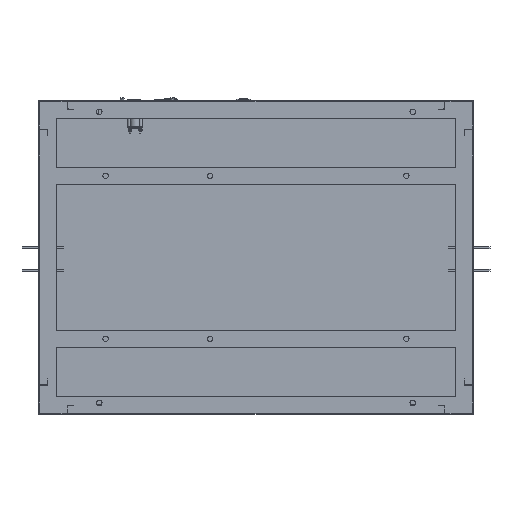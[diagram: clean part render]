
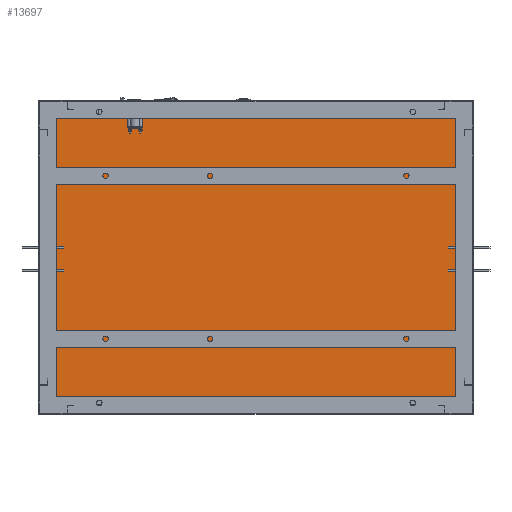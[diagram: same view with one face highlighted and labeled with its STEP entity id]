
A CAD part, front view. The second image highlights one B-rep face of the part: STEP entity #13697.
In plain terms, the highlighted face is planar.
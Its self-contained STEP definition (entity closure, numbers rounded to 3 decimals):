
#7141=FACE_BOUND('',#24048,.T.);
#7142=FACE_BOUND('',#24049,.T.);
#7143=FACE_BOUND('',#24050,.T.);
#7144=FACE_BOUND('',#24051,.T.);
#7145=FACE_BOUND('',#24052,.T.);
#9984=CIRCLE('',#79942,7.5);
#9986=CIRCLE('',#79945,7.5);
#9988=CIRCLE('',#79948,7.5);
#9990=CIRCLE('',#79951,7.5);
#9992=CIRCLE('',#79994,7.5);
#9993=CIRCLE('',#79995,7.5);
#9994=CIRCLE('',#79996,7.5);
#9995=CIRCLE('',#79997,7.5);
#13697=ADVANCED_FACE('NONE',(#7141,#7142,#7143,#7144,#7145),#15675,.T.);
#15675=PLANE('',#79998);
#24048=EDGE_LOOP('',(#43601,#43602,#43603,#43604));
#24049=EDGE_LOOP('',(#43605,#43606));
#24050=EDGE_LOOP('',(#43607,#43608));
#24051=EDGE_LOOP('',(#43609,#43610));
#24052=EDGE_LOOP('',(#43611,#43612));
#43601=ORIENTED_EDGE('',*,*,#60377,.F.);
#43602=ORIENTED_EDGE('',*,*,#60363,.F.);
#43603=ORIENTED_EDGE('',*,*,#60403,.F.);
#43604=ORIENTED_EDGE('',*,*,#60390,.F.);
#43605=ORIENTED_EDGE('',*,*,#60277,.T.);
#43606=ORIENTED_EDGE('',*,*,#60412,.T.);
#43607=ORIENTED_EDGE('',*,*,#60273,.T.);
#43608=ORIENTED_EDGE('',*,*,#60413,.T.);
#43609=ORIENTED_EDGE('',*,*,#60269,.T.);
#43610=ORIENTED_EDGE('',*,*,#60414,.T.);
#43611=ORIENTED_EDGE('',*,*,#60265,.T.);
#43612=ORIENTED_EDGE('',*,*,#60415,.T.);
#50442=VERTEX_POINT('',#132157);
#50444=VERTEX_POINT('',#132160);
#50446=VERTEX_POINT('',#132166);
#50448=VERTEX_POINT('',#132169);
#50450=VERTEX_POINT('',#132175);
#50452=VERTEX_POINT('',#132178);
#50454=VERTEX_POINT('',#132184);
#50456=VERTEX_POINT('',#132187);
#50508=VERTEX_POINT('',#132771);
#50509=VERTEX_POINT('',#132772);
#50516=VERTEX_POINT('',#132900);
#50522=VERTEX_POINT('',#133026);
#60265=EDGE_CURVE('NONE',#50444,#50442,#9984,.T.);
#60269=EDGE_CURVE('NONE',#50448,#50446,#9986,.T.);
#60273=EDGE_CURVE('NONE',#50452,#50450,#9988,.T.);
#60277=EDGE_CURVE('NONE',#50456,#50454,#9990,.T.);
#60363=EDGE_CURVE('NONE',#50508,#50509,#66984,.T.);
#60377=EDGE_CURVE('NONE',#50509,#50516,#66994,.T.);
#60390=EDGE_CURVE('NONE',#50516,#50522,#67003,.T.);
#60403=EDGE_CURVE('NONE',#50522,#50508,#67012,.T.);
#60412=EDGE_CURVE('NONE',#50454,#50456,#9992,.T.);
#60413=EDGE_CURVE('NONE',#50450,#50452,#9993,.T.);
#60414=EDGE_CURVE('NONE',#50446,#50448,#9994,.T.);
#60415=EDGE_CURVE('NONE',#50442,#50444,#9995,.T.);
#66984=LINE('',#132770,#73597);
#66994=LINE('',#132899,#73607);
#67003=LINE('',#133025,#73616);
#67012=LINE('',#133151,#73625);
#73597=VECTOR('',#99028,1.);
#73607=VECTOR('',#99044,1.);
#73616=VECTOR('',#99059,1.);
#73625=VECTOR('',#99074,1.);
#79942=AXIS2_PLACEMENT_3D('',#132159,#98872,#98873);
#79945=AXIS2_PLACEMENT_3D('',#132168,#98880,#98881);
#79948=AXIS2_PLACEMENT_3D('',#132177,#98888,#98889);
#79951=AXIS2_PLACEMENT_3D('',#132186,#98896,#98897);
#79994=AXIS2_PLACEMENT_3D('',#133268,#99083,#99084);
#79995=AXIS2_PLACEMENT_3D('',#133269,#99085,#99086);
#79996=AXIS2_PLACEMENT_3D('',#133270,#99087,#99088);
#79997=AXIS2_PLACEMENT_3D('',#133271,#99089,#99090);
#79998=AXIS2_PLACEMENT_3D('',#133272,#99091,#99092);
#98872=DIRECTION('',(0.,0.,-1.));
#98873=DIRECTION('',(1.,0.,0.));
#98880=DIRECTION('',(0.,0.,-1.));
#98881=DIRECTION('',(-1.,0.,0.));
#98888=DIRECTION('',(0.,0.,-1.));
#98889=DIRECTION('',(1.,0.,0.));
#98896=DIRECTION('',(0.,0.,-1.));
#98897=DIRECTION('',(-1.,0.,0.));
#99028=DIRECTION('',(0.,-1.,0.));
#99044=DIRECTION('',(-1.,0.,0.));
#99059=DIRECTION('',(0.,1.,0.));
#99074=DIRECTION('',(1.,0.,0.));
#99083=DIRECTION('',(0.,0.,-1.));
#99084=DIRECTION('',(-1.,0.,0.));
#99085=DIRECTION('',(0.,0.,-1.));
#99086=DIRECTION('',(1.,0.,0.));
#99087=DIRECTION('',(0.,0.,-1.));
#99088=DIRECTION('',(-1.,0.,0.));
#99089=DIRECTION('',(0.,0.,-1.));
#99090=DIRECTION('',(1.,0.,0.));
#99091=DIRECTION('',(0.,0.,1.));
#99092=DIRECTION('',(1.,0.,0.));
#132157=CARTESIAN_POINT('',(-487.5,350.,0.));
#132159=CARTESIAN_POINT('',(-495.,350.,0.));
#132160=CARTESIAN_POINT('',(-502.5,350.,0.));
#132166=CARTESIAN_POINT('',(502.5,350.,0.));
#132168=CARTESIAN_POINT('',(495.,350.,0.));
#132169=CARTESIAN_POINT('',(487.5,350.,0.));
#132175=CARTESIAN_POINT('',(502.5,-350.,0.));
#132177=CARTESIAN_POINT('',(495.,-350.,0.));
#132178=CARTESIAN_POINT('',(487.5,-350.,0.));
#132184=CARTESIAN_POINT('',(-487.5,-350.,0.));
#132186=CARTESIAN_POINT('',(-495.,-350.,0.));
#132187=CARTESIAN_POINT('',(-502.5,-350.,0.));
#132770=CARTESIAN_POINT('',(517.8,373.093,0.));
#132771=CARTESIAN_POINT('',(517.8,372.8,0.));
#132772=CARTESIAN_POINT('',(517.8,-372.8,0.));
#132899=CARTESIAN_POINT('',(518.093,-372.8,0.));
#132900=CARTESIAN_POINT('',(-517.8,-372.8,0.));
#133025=CARTESIAN_POINT('',(-517.8,-373.093,0.));
#133026=CARTESIAN_POINT('',(-517.8,372.8,0.));
#133151=CARTESIAN_POINT('',(-518.093,372.8,0.));
#133268=CARTESIAN_POINT('',(-495.,-350.,0.));
#133269=CARTESIAN_POINT('',(495.,-350.,0.));
#133270=CARTESIAN_POINT('',(495.,350.,0.));
#133271=CARTESIAN_POINT('',(-495.,350.,0.));
#133272=CARTESIAN_POINT('',(0.,0.,0.));
